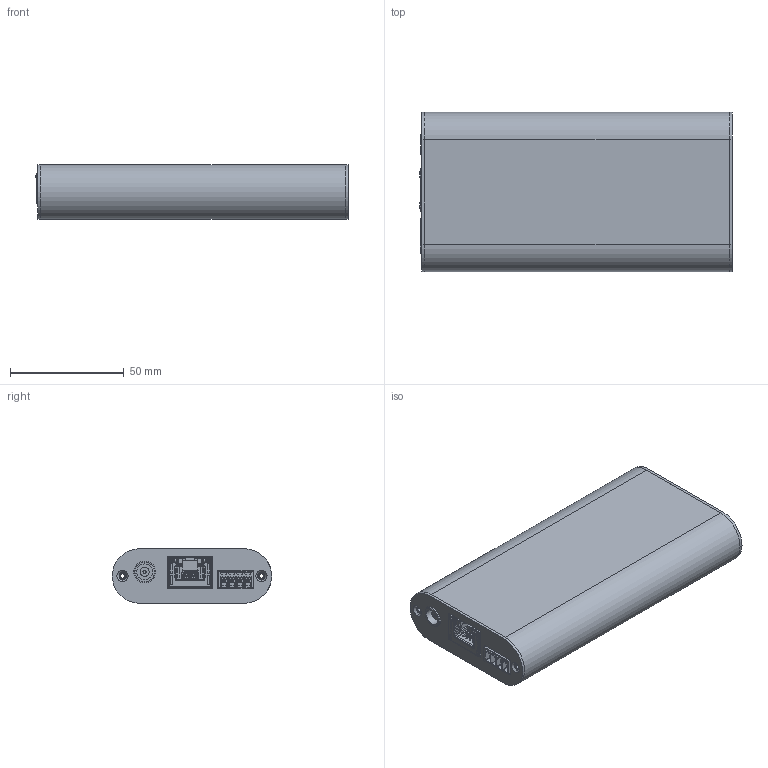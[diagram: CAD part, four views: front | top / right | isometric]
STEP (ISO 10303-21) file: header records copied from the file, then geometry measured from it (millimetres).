
FILE_DESCRIPTION(('Open CASCADE Model'),'2;1');
FILE_NAME('Open CASCADE Shape Model','2025-07-07T10:26:05',('Author'),( 'Open CASCADE'),'Open CASCADE STEP processor 7.5','Open CASCADE 7.5' ,'Unknown');
FILE_SCHEMA(('AUTOMOTIVE_DESIGN { 1 0 10303 214 1 1 1 1 }'));
Length unit declared in the file: millimetre
Products named in the file (32): PCB; Board; Open CASCADE STEP translator 7.5 1.1.1; J9; 632722200212; 632722200212_Inner Shielding; 632722200212_Housing; 632722200212_Outer Shielding; 632722200212_Under Shielding; 632722200212_Midplate; J2; M-RJE3A-188-1XX2-REVT1; J7; 484040003; J8; J10; MUSB-05-F-B-SM-A-TR; _MUSBB; _MUSB-Body; _MUSB-Pin; J3; STEP-691322110004-rev1; 6913221100xx_PIN; 691325110004; J1; Conn_CUI_Inc_PJ-025_eec; base; pins; Free-Models; Cover-Middle_RGB4408131; PXM-0114-UB3IN-rev1A - Bracket U-Bridge 3.0 USB IN; PXM-0113-UB3AL_BACK_Bracket_U-BRIDGE 3.0_DEVICE & PC 
HOST__R02_2024-04-24
Assembly tree (35 placements, depth 4):
  PCB
    Board
      Open CASCADE STEP translator 7.5 1.1.1
    J9
      632722200212
        632722200212_Inner Shielding
        632722200212_Housing
        632722200212_Outer Shielding
        632722200212_Under Shielding
        632722200212_Midplate
    J2
      M-RJE3A-188-1XX2-REVT1
    J7
      484040003
    J8
      484040003
    J10
      MUSB-05-F-B-SM-A-TR
        _MUSBB
        _MUSB-Body
        _MUSB-Pin
    J3
      STEP-691322110004-rev1
        6913221100xx_PIN  x4
        691325110004
    J1
      Conn_CUI_Inc_PJ-025_eec
        base
        pins
    Free-Models
      Cover-Middle_RGB4408131
      PXM-0114-UB3IN-rev1A - Bracket U-Bridge 3.0 USB IN
      PXM-0113-UB3AL_BACK_Bracket_U-BRIDGE 3.0_DEVICE & PC 
HOST__R02_2024-04-24
Bounding box: 137.16 x 70.02 x 24 mm (x, y, z)
Volume: 60588.8 mm3; surface area: 88270.6 mm2
Topology: 24 solids, 71 shells, 5678 faces, 15869 edges, 10412 vertices
Faces by surface type: plane 4025, cylinder 1466, bspline 132, cone 33, torus 12, sphere 6, revolution 4
Full cylindrical faces by diameter (mm): 0.5 x1, 0.524 x2, 0.6 x5, 0.61 x2, 0.65 x2, 0.7 x20, 0.8 x5, 1.016 x12, 1.1 x2, 1.176 x1, 1.4 x4, 1.45 x2, 1.5 x2, 1.6 x2, 1.8 x4, 3.25 x2, 4 x1, 7 x1, 9 x1
Entity records: 190008 total; most frequent: CARTESIAN_POINT 35527, ORIENTED_EDGE 26798, DIRECTION 24765, EDGE_CURVE 13399, LINE 10449, VECTOR 10449, VERTEX_POINT 8797, AXIS2_PLACEMENT_3D 7156
